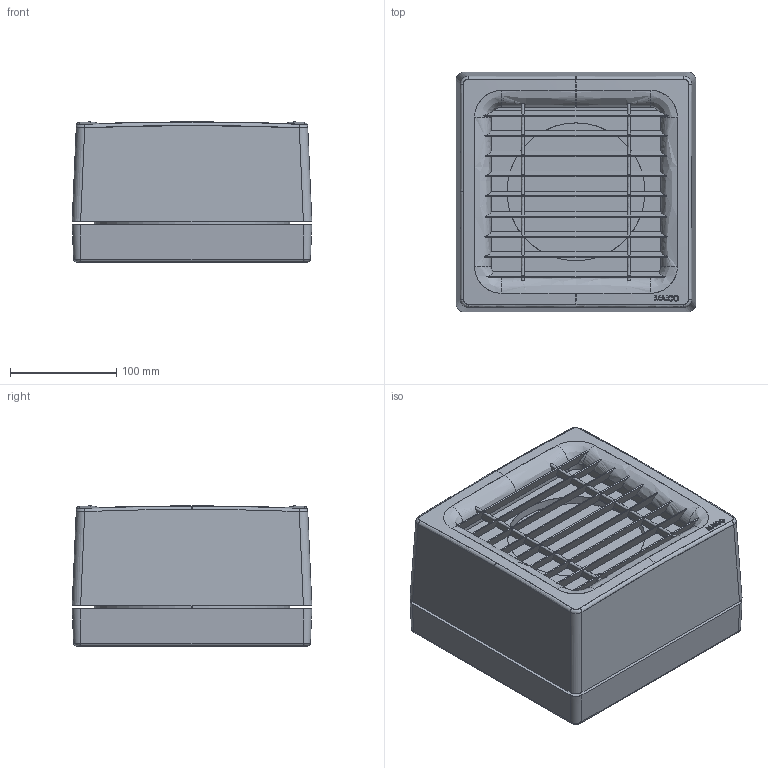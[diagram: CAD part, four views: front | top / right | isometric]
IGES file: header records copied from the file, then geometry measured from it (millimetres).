
Start section: SolidWorks IGES file using analytic representation for surfaces
Global section: file name: EVN 15.IGS; native system: SolidWorks 2012; preprocessor: SolidWorks 2012; author: CADnetwork; date: 170309.183240; units: millimetre
Bounding box: 226 x 226 x 132.17 mm (x, y, z)
Surface area: 319019.6 mm2 (no closed solid volume)
Topology: 0 solids, 0 shells, 275 faces, 5394 edges, 5376 vertices
Faces by surface type: bspline 176, revolution 99
